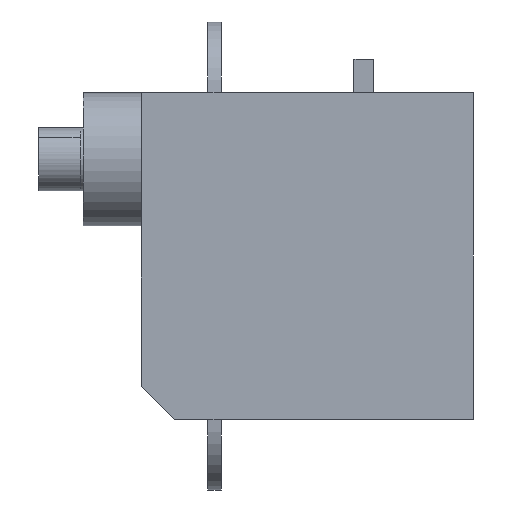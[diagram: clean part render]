
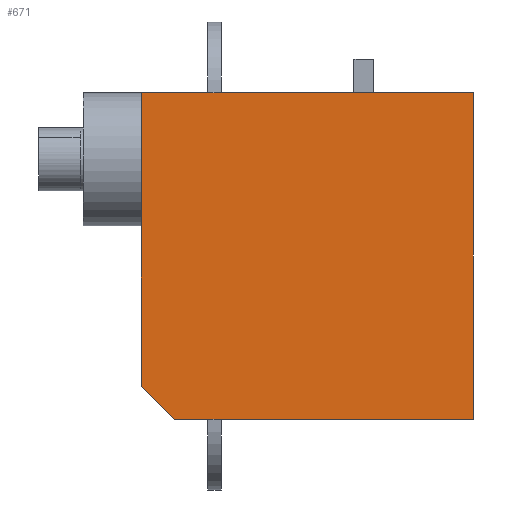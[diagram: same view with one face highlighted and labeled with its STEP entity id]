
A CAD part, front view. The second image highlights one B-rep face of the part: STEP entity #671.
In plain terms, the highlighted planar face has unit normal (0, -1, 0).
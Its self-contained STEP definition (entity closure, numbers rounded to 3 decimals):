
#18 = CARTESIAN_POINT ( 'NONE',  ( 3.002, 10.692, 33.492 ) ) ;
#38 = VERTEX_POINT ( 'NONE', #1586 ) ;
#50 = DIRECTION ( 'NONE',  ( 0., 0., 1. ) ) ;
#52 = CARTESIAN_POINT ( 'NONE',  ( -1.798, 10.692, 15.792 ) ) ;
#67 = CARTESIAN_POINT ( 'NONE',  ( -1.798, 10.692, 33.492 ) ) ;
#83 = ORIENTED_EDGE ( 'NONE', *, *, #413, .F. ) ;
#114 = DIRECTION ( 'NONE',  ( 0., 1., 0. ) ) ;
#121 = VECTOR ( 'NONE', #570, 1000. ) ;
#175 = VECTOR ( 'NONE', #1047, 1000. ) ;
#181 = CARTESIAN_POINT ( 'NONE',  ( 3.002, 10.692, 13.792 ) ) ;
#189 = CARTESIAN_POINT ( 'NONE',  ( 18.202, 10.692, 13.792 ) ) ;
#211 = VERTEX_POINT ( 'NONE', #798 ) ;
#249 = DIRECTION ( 'NONE',  ( 0., 0., -1. ) ) ;
#257 = VECTOR ( 'NONE', #50, 1000. ) ;
#271 = ORIENTED_EDGE ( 'NONE', *, *, #1174, .F. ) ;
#286 = ORIENTED_EDGE ( 'NONE', *, *, #1054, .F. ) ;
#348 = EDGE_CURVE ( 'NONE', #1057, #1169, #1475, .T. ) ;
#381 = CARTESIAN_POINT ( 'NONE',  ( 18.202, 10.692, 13.792 ) ) ;
#398 = VERTEX_POINT ( 'NONE', #189 ) ;
#413 = EDGE_CURVE ( 'NONE', #1578, #211, #1199, .T. ) ;
#416 = AXIS2_PLACEMENT_3D ( 'NONE', #732, #114, #1616 ) ;
#434 = ORIENTED_EDGE ( 'NONE', *, *, #1294, .F. ) ;
#444 = CARTESIAN_POINT ( 'NONE',  ( 2.202, 10.692, 33.492 ) ) ;
#480 = CARTESIAN_POINT ( 'NONE',  ( 0.202, 10.692, 13.792 ) ) ;
#510 = DIRECTION ( 'NONE',  ( -1., 0., 0. ) ) ;
#557 = ORIENTED_EDGE ( 'NONE', *, *, #827, .T. ) ;
#561 = CARTESIAN_POINT ( 'NONE',  ( -1.798, 10.692, 13.792 ) ) ;
#570 = DIRECTION ( 'NONE',  ( 1., 0., 0. ) ) ;
#582 = PLANE ( 'NONE',  #416 ) ;
#614 = ORIENTED_EDGE ( 'NONE', *, *, #348, .F. ) ;
#645 = LINE ( 'NONE', #18, #1025 ) ;
#647 = VERTEX_POINT ( 'NONE', #181 ) ;
#660 = VERTEX_POINT ( 'NONE', #52 ) ;
#671 = ADVANCED_FACE ( 'NONE', ( #679 ), #582, .F. ) ;
#679 = FACE_OUTER_BOUND ( 'NONE', #1500, .T. ) ;
#683 = DIRECTION ( 'NONE',  ( -1., 0., 0. ) ) ;
#686 = ORIENTED_EDGE ( 'NONE', *, *, #825, .F. ) ;
#704 = DIRECTION ( 'NONE',  ( 0.707, 0., -0.707 ) ) ;
#732 = CARTESIAN_POINT ( 'NONE',  ( 8.202, 10.692, 23.642 ) ) ;
#785 = VECTOR ( 'NONE', #510, 1000. ) ;
#798 = CARTESIAN_POINT ( 'NONE',  ( 18.202, 10.692, 33.492 ) ) ;
#825 = EDGE_CURVE ( 'NONE', #38, #895, #961, .T. ) ;
#827 = EDGE_CURVE ( 'NONE', #660, #1169, #1457, .T. ) ;
#828 = LINE ( 'NONE', #561, #889 ) ;
#874 = LINE ( 'NONE', #381, #1503 ) ;
#889 = VECTOR ( 'NONE', #1061, 1000. ) ;
#895 = VERTEX_POINT ( 'NONE', #444 ) ;
#940 = CARTESIAN_POINT ( 'NONE',  ( 3.002, 10.692, 33.492 ) ) ;
#961 = LINE ( 'NONE', #1587, #175 ) ;
#1025 = VECTOR ( 'NONE', #1529, 1000. ) ;
#1047 = DIRECTION ( 'NONE',  ( 1., 0., 0. ) ) ;
#1049 = LINE ( 'NONE', #1276, #257 ) ;
#1054 = EDGE_CURVE ( 'NONE', #398, #647, #828, .T. ) ;
#1057 = VERTEX_POINT ( 'NONE', #1333 ) ;
#1061 = DIRECTION ( 'NONE',  ( -1., 0., 0. ) ) ;
#1093 = LINE ( 'NONE', #1111, #785 ) ;
#1105 = VECTOR ( 'NONE', #704, 1000. ) ;
#1111 = CARTESIAN_POINT ( 'NONE',  ( 3.002, 10.692, 13.792 ) ) ;
#1117 = EDGE_CURVE ( 'NONE', #1578, #895, #645, .T. ) ;
#1140 = ORIENTED_EDGE ( 'NONE', *, *, #1117, .T. ) ;
#1169 = VERTEX_POINT ( 'NONE', #480 ) ;
#1174 = EDGE_CURVE ( 'NONE', #647, #1057, #1093, .T. ) ;
#1199 = LINE ( 'NONE', #67, #121 ) ;
#1276 = CARTESIAN_POINT ( 'NONE',  ( -1.798, 10.692, 13.792 ) ) ;
#1294 = EDGE_CURVE ( 'NONE', #660, #38, #1049, .T. ) ;
#1302 = CARTESIAN_POINT ( 'NONE',  ( -1.798, 10.692, 13.792 ) ) ;
#1328 = CARTESIAN_POINT ( 'NONE',  ( -1.798, 10.692, 15.792 ) ) ;
#1333 = CARTESIAN_POINT ( 'NONE',  ( 2.202, 10.692, 13.792 ) ) ;
#1457 = LINE ( 'NONE', #1328, #1105 ) ;
#1475 = LINE ( 'NONE', #1302, #1628 ) ;
#1498 = EDGE_CURVE ( 'NONE', #211, #398, #874, .T. ) ;
#1500 = EDGE_LOOP ( 'NONE', ( #434, #557, #614, #271, #286, #1557, #83, #1140, #686 ) ) ;
#1503 = VECTOR ( 'NONE', #249, 1000. ) ;
#1529 = DIRECTION ( 'NONE',  ( -1., 0., 0. ) ) ;
#1557 = ORIENTED_EDGE ( 'NONE', *, *, #1498, .F. ) ;
#1578 = VERTEX_POINT ( 'NONE', #940 ) ;
#1586 = CARTESIAN_POINT ( 'NONE',  ( -1.798, 10.692, 33.492 ) ) ;
#1587 = CARTESIAN_POINT ( 'NONE',  ( -1.798, 10.692, 33.492 ) ) ;
#1616 = DIRECTION ( 'NONE',  ( 0., 0., 1. ) ) ;
#1628 = VECTOR ( 'NONE', #683, 1000. ) ;
